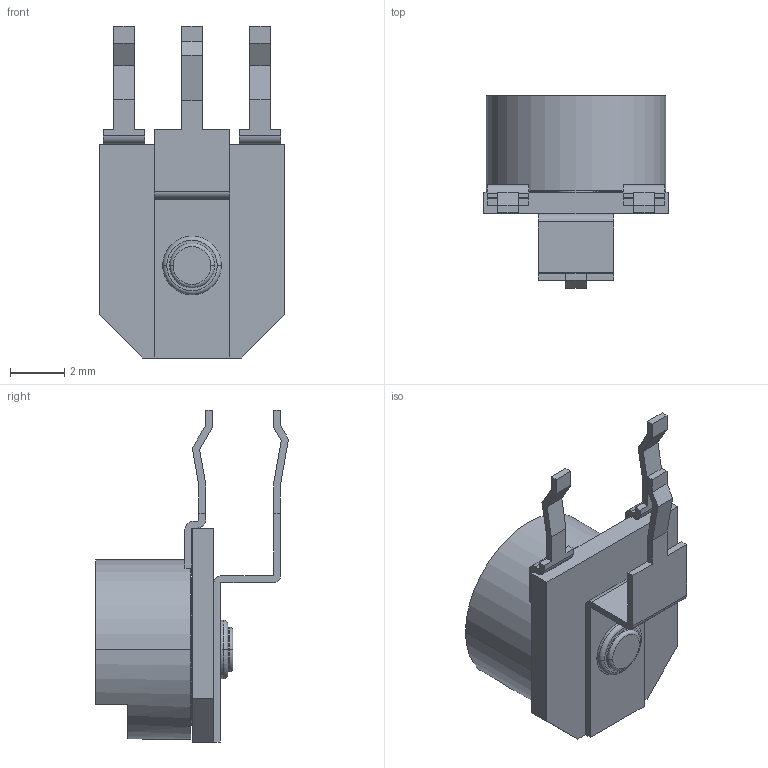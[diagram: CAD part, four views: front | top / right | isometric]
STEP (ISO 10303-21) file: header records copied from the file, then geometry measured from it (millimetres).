
FILE_DESCRIPTION((''),'2;1');
FILE_NAME('_3306K001','2013-08-05T',('maxm'),('Bourns, Inc.'),'PRO/ENGINEER BY PARAMETRIC TECHNOLOGY CORPORATION, 2012230','PRO/ENGINEER BY PARAMETRIC TECHNOLOGY CORPORATION, 2012230','');
FILE_SCHEMA(('CONFIG_CONTROL_DESIGN'));
Length unit declared in the file: inch
Products named in the file (1): _3306K001
Bounding box: 6.81 x 7.1 x 12.22 mm (x, y, z)
Volume: 158.6 mm3; surface area: 393.9 mm2
Topology: 3 solids, 3 shells, 399 faces, 1127 edges, 746 vertices
Faces by surface type: plane 357, cylinder 34, torus 6, cone 2
Entity records: 12847 total; most frequent: CARTESIAN_POINT 2400, ORIENTED_EDGE 2254, DIRECTION 1997, EDGE_CURVE 1127, VECTOR 1027, LINE 1027, VERTEX_POINT 746, AXIS2_PLACEMENT_3D 485
